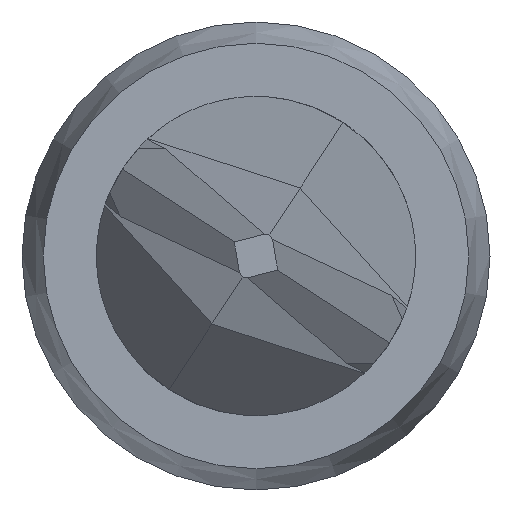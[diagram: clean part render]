
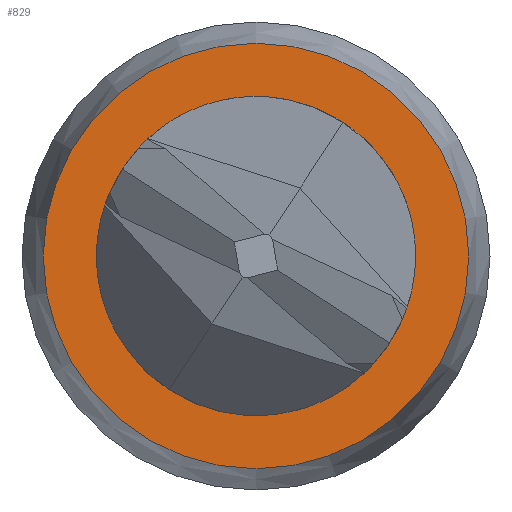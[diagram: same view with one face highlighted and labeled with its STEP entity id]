
A CAD part, left-side view. The second image highlights one B-rep face of the part: STEP entity #829.
In plain terms, the highlighted planar face has unit normal (-1, 0, 0).
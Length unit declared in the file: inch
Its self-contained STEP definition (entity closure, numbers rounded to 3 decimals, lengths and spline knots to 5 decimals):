
#13 = AXIS2_PLACEMENT_3D ( 'NONE', #513, #976, #443 ) ;
#73 = CARTESIAN_POINT ( 'NONE',  ( 0., 0.014, 0. ) ) ;
#137 = CIRCLE ( 'NONE', #171, 0.0105 ) ;
#149 = AXIS2_PLACEMENT_3D ( 'NONE', #73, #692, #150 ) ;
#150 = DIRECTION ( 'NONE',  ( 0., 0., 1. ) ) ;
#171 = AXIS2_PLACEMENT_3D ( 'NONE', #879, #607, #975 ) ;
#175 = ORIENTED_EDGE ( 'NONE', *, *, #763, .F. ) ;
#273 = FACE_BOUND ( 'NONE', #638, .T. ) ;
#283 = EDGE_CURVE ( 'NONE', #1064, #1064, #333, .T. ) ;
#333 = CIRCLE ( 'NONE', #13, 0.014 ) ;
#351 = VERTEX_POINT ( 'NONE', #469 ) ;
#443 = DIRECTION ( 'NONE',  ( 0., 0., -1. ) ) ;
#469 = CARTESIAN_POINT ( 'NONE',  ( 0., 0., 0.0105 ) ) ;
#513 = CARTESIAN_POINT ( 'NONE',  ( 0., 0., 0. ) ) ;
#578 = FACE_OUTER_BOUND ( 'NONE', #610, .T. ) ;
#607 = DIRECTION ( 'NONE',  ( -1., 0., 0. ) ) ;
#610 = EDGE_LOOP ( 'NONE', ( #1026 ) ) ;
#638 = EDGE_LOOP ( 'NONE', ( #175 ) ) ;
#692 = DIRECTION ( 'NONE',  ( -1., 0., 0. ) ) ;
#763 = EDGE_CURVE ( 'NONE', #351, #351, #137, .T. ) ;
#829 = ADVANCED_FACE ( 'NONE', ( #273, #578 ), #886, .T. ) ;
#879 = CARTESIAN_POINT ( 'NONE',  ( 0., 0., 0. ) ) ;
#886 = PLANE ( 'NONE',  #149 ) ;
#975 = DIRECTION ( 'NONE',  ( 0., 0., 1. ) ) ;
#976 = DIRECTION ( 'NONE',  ( 1., 0., 0. ) ) ;
#1026 = ORIENTED_EDGE ( 'NONE', *, *, #283, .F. ) ;
#1064 = VERTEX_POINT ( 'NONE', #1071 ) ;
#1071 = CARTESIAN_POINT ( 'NONE',  ( 0., 0., -0.014 ) ) ;
